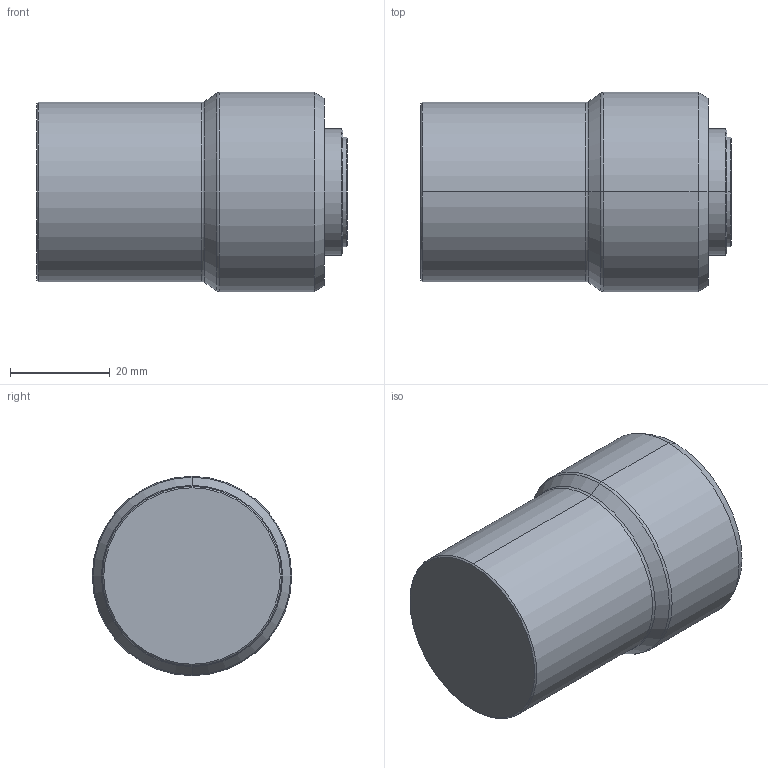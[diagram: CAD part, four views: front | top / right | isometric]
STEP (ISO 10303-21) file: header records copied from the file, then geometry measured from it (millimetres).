
FILE_DESCRIPTION (( 'STEP AP203' ), '1' );
FILE_NAME ('WWT121-015-154.STEP', '2022-02-22T07:50:05', ( '' ), ( '' ), 'SwSTEP 2.0', 'SolidWorks 2017', '' );
FILE_SCHEMA (( 'CONFIG_CONTROL_DESIGN' ));
Length unit declared in the file: millimetre
Products named in the file (1): WWT121-015-154
Bounding box: 62.4 x 40 x 40 mm (x, y, z)
Volume: 66272.4 mm3; surface area: 9369.1 mm2
Topology: 1 solids, 1 shells, 26 faces, 50 edges, 28 vertices
Faces by surface type: cone 10, cylinder 8, torus 4, plane 4
Entity records: 735 total; most frequent: DIRECTION 136, CARTESIAN_POINT 105, ORIENTED_EDGE 100, AXIS2_PLACEMENT_3D 59, EDGE_CURVE 50, CIRCLE 32, EDGE_LOOP 28, VERTEX_POINT 28
